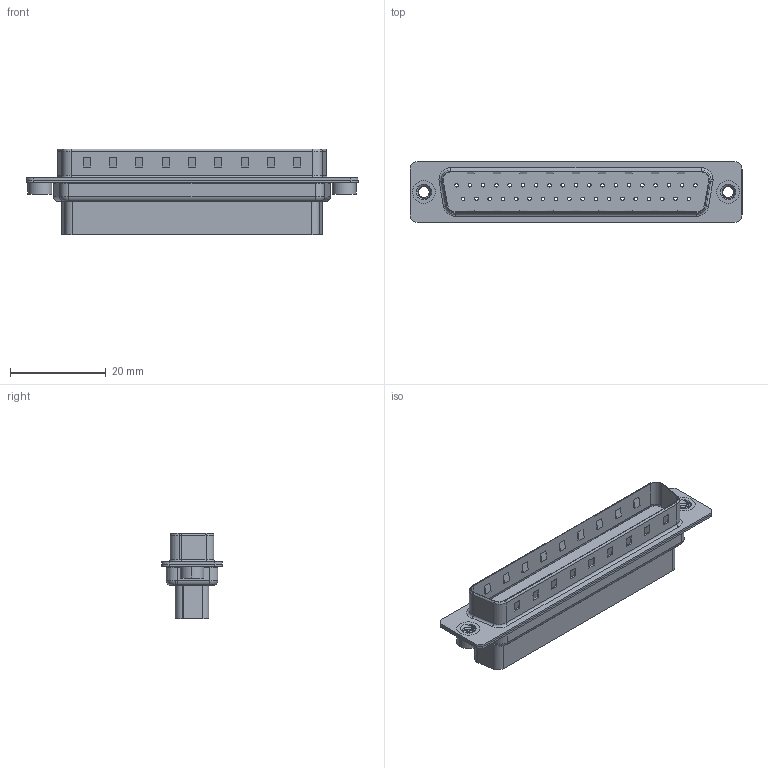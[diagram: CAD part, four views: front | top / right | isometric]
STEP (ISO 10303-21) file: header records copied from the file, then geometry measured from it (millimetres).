
FILE_DESCRIPTION (( 'STEP AP203' ), '1' );
FILE_NAME ('627-037-010-210.STEP', '2018-11-21T22:12:42', ( '' ), ( '' ), 'SwSTEP 2.0', 'SolidWorks 2016', '' );
FILE_SCHEMA (( 'CONFIG_CONTROL_DESIGN' ));
Length unit declared in the file: millimetre
Products named in the file (5): 627 Housing_37 HP; 627 Shell Front_37 Contacts; 627 Shell Rear_37 Contacts; 627 4-40 Threaded Rivet; 627-037-010-210
Assembly tree (5 placements, depth 2):
  627-037-010-210
    627 Housing_37 HP
    627 Shell Front_37 Contacts
    627 Shell Rear_37 Contacts
    627 4-40 Threaded Rivet  x2
Bounding box: 69.3 x 12.6 x 17.9 mm (x, y, z)
Volume: 5019.3 mm3; surface area: 9026.4 mm2
Topology: 5 solids, 5 shells, 704 faces, 1713 edges, 1104 vertices
Faces by surface type: cylinder 361, plane 277, torus 50, cone 10, bspline 6
Entity records: 22083 total; most frequent: CARTESIAN_POINT 4895, DIRECTION 3688, ORIENTED_EDGE 3274, EDGE_CURVE 1637, AXIS2_PLACEMENT_3D 1418, VERTEX_POINT 1055, EDGE_LOOP 880, LINE 852
